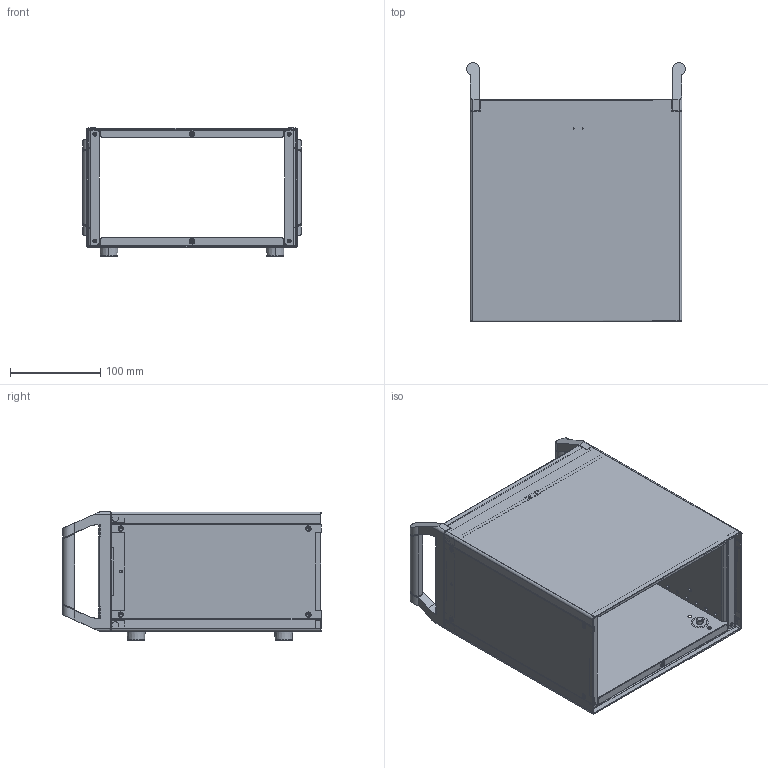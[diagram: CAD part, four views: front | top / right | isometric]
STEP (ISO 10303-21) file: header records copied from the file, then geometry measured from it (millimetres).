
FILE_DESCRIPTION(('Creo Elements/Direct Modeling STEP Export'),'2;1');
FILE_NAME('Typ15smart_3HE_42TE_T245.stp','2018-01-16T10:06:13',(''),(''),'Creo Elements/Direct Modeling STEP processor for AP214 (Solid Model)','Creo Elements/Direct Modeling 18.1C 24-Feb-2013 (C) Parametric Technology GmbH','');
FILE_SCHEMA(('AUTOMOTIVE_DESIGN { 1 0 10303 214 1 1 1 1 }'));
Length unit declared in the file: millimetre
Products named in the file (22): 15-123_FRONTGRIFF_3HE_ROH_DCH000021340; 15-123-30_FRONTGRIFF_3HE_DCH000021341.1; Blech_zu_Deckblech_DCH000032762; 15-111_SCHNAPPFEDER_MIT_SCHWEISSBUCKEL_DCH000002468.3; 5623-08_Einpressmutter_DCH000001100.3.1; 15A201-90_Deckblech_42TE_ungelocht_T_245mm_DCH000032763; 15A201-30_Deckblech_42TE_ungelocht_T245_DCH000032765; D_Blech_für_Bodenblech_DCH000058861; 15A301-90_Bodenblech_Typ15_smart_ungelocht_DCH000058860; 15A301-30_Bodenblech_42TE_ungelocht_T245_DCH000042134; Seitenwand_3HE_T245mm_DCH000038729; 5623-03_Einpressmutter_DCH000001352.45; 15A530_Seitenwand_DCH000038728; 15A606-90_Seitenblech_DCH000032767; 15A606-30_Seitenblech_DCH000032768; 7832-16_Gehaeusefuss_lichtgrau_DCH000002470; D_63-529_Satz_Gehaeusefuss_lichtgrau_DCH000045482; 66-282-26_LAENGSPROFIL_43TE__ROH_DCH000003032.1; 61-464_Gewinde-Streifen_M2_5_DCH000006375.1; 61-260_Zylinderschraube_DCH000002155.3.1; 5332-76_Senkschraube_DCH000002462.1; 15A02312-30-SET_Typ15_smart_DCH000081262
Assembly tree (48 placements, depth 4):
  15A02312-30-SET_Typ15_smart_DCH000081262
    61-260_Zylinderschraube_DCH000002155.3.1  x8
    5332-76_Senkschraube_DCH000002462.1  x8
    61-464_Gewinde-Streifen_M2_5_DCH000006375.1  x2
    66-282-26_LAENGSPROFIL_43TE__ROH_DCH000003032.1  x2
    D_63-529_Satz_Gehaeusefuss_lichtgrau_DCH000045482
      7832-16_Gehaeusefuss_lichtgrau_DCH000002470  x4
    15A606-30_Seitenblech_DCH000032768  x2
      15A606-90_Seitenblech_DCH000032767
    15A530_Seitenwand_DCH000038728  x2
      5623-03_Einpressmutter_DCH000001352.45
      Seitenwand_3HE_T245mm_DCH000038729
    15A301-30_Bodenblech_42TE_ungelocht_T245_DCH000042134
      15A301-90_Bodenblech_Typ15_smart_ungelocht_DCH000058860
        D_Blech_für_Bodenblech_DCH000058861
        15-111_SCHNAPPFEDER_MIT_SCHWEISSBUCKEL_DCH000002468.3
        5623-08_Einpressmutter_DCH000001100.3.1
    15A201-30_Deckblech_42TE_ungelocht_T245_DCH000032765
      15A201-90_Deckblech_42TE_ungelocht_T_245mm_DCH000032763
        5623-08_Einpressmutter_DCH000001100.3.1
        15-111_SCHNAPPFEDER_MIT_SCHWEISSBUCKEL_DCH000002468.3
        Blech_zu_Deckblech_DCH000032762
    15-123-30_FRONTGRIFF_3HE_DCH000021341.1  x2
      15-123_FRONTGRIFF_3HE_ROH_DCH000021340
Bounding box: 242.63 x 286.85 x 142.35 mm (x, y, z)
Volume: 434821.4 mm3; surface area: 622716.5 mm2
Topology: 44 solids, 44 shells, 2902 faces, 7338 edges, 4646 vertices
Faces by surface type: plane 1369, cylinder 881, cone 588, torus 64
Entity records: 40879 total; most frequent: CARTESIAN_POINT 6684, ORIENTED_EDGE 6646, DIRECTION 6186, EDGE_CURVE 3323, VERTEX_POINT 2111, VECTOR 2100, LINE 2100, AXIS2_PLACEMENT_3D 2043
